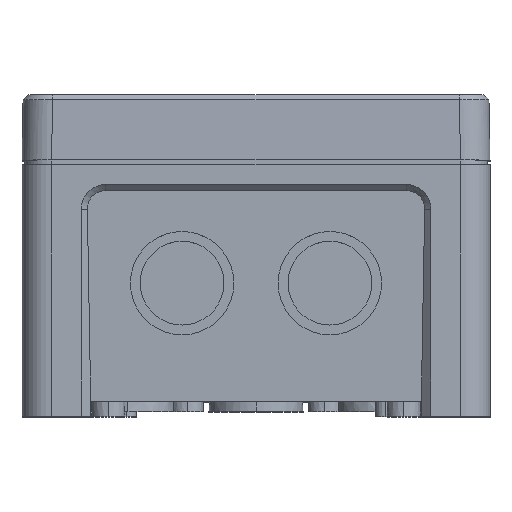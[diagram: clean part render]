
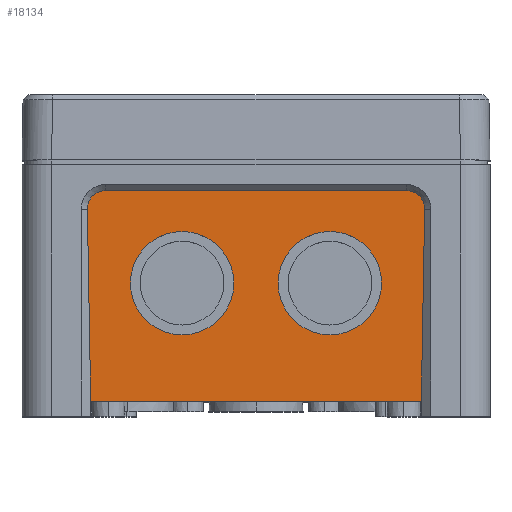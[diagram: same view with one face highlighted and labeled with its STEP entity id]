
A CAD part, top view. The second image highlights one B-rep face of the part: STEP entity #18134.
In plain terms, the highlighted planar face has unit normal (0, -0.018, 1).
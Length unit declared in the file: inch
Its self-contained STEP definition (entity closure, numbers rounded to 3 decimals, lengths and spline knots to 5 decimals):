
#40 = CARTESIAN_POINT ( 'NONE',  ( 1.39764, -1.92913, 2.48238 ) ) ;
#289 = EDGE_CURVE ( 'NONE', #5875, #5077, #14875, .T. ) ;
#320 = ORIENTED_EDGE ( 'NONE', *, *, #6624, .F. ) ;
#424 = ORIENTED_EDGE ( 'NONE', *, *, #13141, .F. ) ;
#499 = CARTESIAN_POINT ( 'NONE',  ( 1.3189, -2.04724, 2.48031 ) ) ;
#962 = VECTOR ( 'NONE', #1749, 39.37008 ) ;
#1666 = ORIENTED_EDGE ( 'NONE', *, *, #289, .F. ) ;
#1678 = LINE ( 'NONE', #14197, #15389 ) ;
#1687 = ORIENTED_EDGE ( 'NONE', *, *, #20613, .F. ) ;
#1749 = DIRECTION ( 'NONE',  ( 0.017, -1., -0.017 ) ) ;
#1776 = CARTESIAN_POINT ( 'NONE',  ( -1.31684, -1.92913, 2.48238 ) ) ;
#1912 = CARTESIAN_POINT ( 'NONE',  ( -1.34928, -0.3064, 2.5107 ) ) ;
#2002 = DIRECTION ( 'NONE',  ( 0., -1., -0.017 ) ) ;
#2230 = DIRECTION ( 'NONE',  ( -0.017, 1., 0.017 ) ) ;
#2337 = LINE ( 'NONE', #14126, #19435 ) ;
#2802 = DIRECTION ( 'NONE',  ( -1., 0., 0. ) ) ;
#2898 = ORIENTED_EDGE ( 'NONE', *, *, #7144, .F. ) ;
#3320 = DIRECTION ( 'NONE',  ( 0., -0.017, 1. ) ) ;
#3697 = VERTEX_POINT ( 'NONE', #7870 ) ;
#3700 = ORIENTED_EDGE ( 'NONE', *, *, #5258, .F. ) ;
#4263 = CARTESIAN_POINT ( 'NONE',  ( 0.59055, -1.39774, 2.49165 ) ) ;
#4348 = FACE_BOUND ( 'NONE', #4572, .T. ) ;
#4568 = FACE_BOUND ( 'NONE', #19993, .T. ) ;
#4572 = EDGE_LOOP ( 'NONE', ( #1666, #320 ) ) ;
#4673 = CARTESIAN_POINT ( 'NONE',  ( 0.59055, -0.57109, 2.50608 ) ) ;
#4784 = EDGE_CURVE ( 'NONE', #11459, #21515, #15283, .T. ) ;
#5077 = VERTEX_POINT ( 'NONE', #4673 ) ;
#5258 = EDGE_CURVE ( 'NONE', #12574, #20827, #1678, .T. ) ;
#5611 = CIRCLE ( 'NONE', #18045, 0.41339 ) ;
#5875 = VERTEX_POINT ( 'NONE', #4263 ) ;
#6147 = VERTEX_POINT ( 'NONE', #16495 ) ;
#6426 = CARTESIAN_POINT ( 'NONE',  ( 1.31684, -1.92913, 2.48238 ) ) ;
#6475 = VECTOR ( 'NONE', #14028, 39.37008 ) ;
#6624 = EDGE_CURVE ( 'NONE', #5077, #5875, #7641, .T. ) ;
#6665 = ORIENTED_EDGE ( 'NONE', *, *, #8951, .T. ) ;
#6772 = DIRECTION ( 'NONE',  ( 0., -1., -0.017 ) ) ;
#6974 = ORIENTED_EDGE ( 'NONE', *, *, #11648, .F. ) ;
#7011 = DIRECTION ( 'NONE',  ( 1., 0., 0. ) ) ;
#7144 = EDGE_CURVE ( 'NONE', #17943, #6147, #10231, .T. ) ;
#7641 = CIRCLE ( 'NONE', #17607, 0.41339 ) ;
#7870 = CARTESIAN_POINT ( 'NONE',  ( -1.34776, -0.3937, 2.50918 ) ) ;
#8358 = DIRECTION ( 'NONE',  ( 0., -1., -0.017 ) ) ;
#8466 = CARTESIAN_POINT ( 'NONE',  ( 0.59055, -0.98441, 2.49887 ) ) ;
#8575 = DIRECTION ( 'NONE',  ( 0., -0.017, 1. ) ) ;
#8811 = VERTEX_POINT ( 'NONE', #499 ) ;
#8816 = ORIENTED_EDGE ( 'NONE', *, *, #14135, .T. ) ;
#8951 = EDGE_CURVE ( 'NONE', #12574, #3697, #20098, .T. ) ;
#9917 = DIRECTION ( 'NONE',  ( 0., -0.017, 1. ) ) ;
#10077 = DIRECTION ( 'NONE',  ( 0.017, 1., 0.017 ) ) ;
#10203 = LINE ( 'NONE', #13324, #962 ) ;
#10225 = VERTEX_POINT ( 'NONE', #20459 ) ;
#10231 = CIRCLE ( 'NONE', #20185, 0.41339 ) ;
#10413 = EDGE_LOOP ( 'NONE', ( #1687, #6974, #3700, #6665, #16915, #8816, #12327, #17273 ) ) ;
#11234 = EDGE_CURVE ( 'NONE', #8811, #21515, #2337, .T. ) ;
#11366 = CARTESIAN_POINT ( 'NONE',  ( 1.39764, -2.04724, 2.48031 ) ) ;
#11459 = VERTEX_POINT ( 'NONE', #1776 ) ;
#11648 = EDGE_CURVE ( 'NONE', #20827, #16499, #19114, .T. ) ;
#11823 = CARTESIAN_POINT ( 'NONE',  ( -1.20079, -0.24412, 2.51179 ) ) ;
#12211 = DIRECTION ( 'NONE',  ( 0., -1., -0.017 ) ) ;
#12325 = CARTESIAN_POINT ( 'NONE',  ( 1.20079, -0.24412, 2.51179 ) ) ;
#12327 = ORIENTED_EDGE ( 'NONE', *, *, #4784, .T. ) ;
#12574 = VERTEX_POINT ( 'NONE', #14270 ) ;
#12632 = CARTESIAN_POINT ( 'NONE',  ( -0.59055, -0.98441, 2.49887 ) ) ;
#13051 = DIRECTION ( 'NONE',  ( 1., 0., 0. ) ) ;
#13058 = EDGE_CURVE ( 'NONE', #3697, #10225, #10203, .T. ) ;
#13141 = EDGE_CURVE ( 'NONE', #6147, #17943, #5611, .T. ) ;
#13324 = CARTESIAN_POINT ( 'NONE',  ( -1.31895, -2.0445, 2.48036 ) ) ;
#13406 = LINE ( 'NONE', #20196, #18239 ) ;
#13443 = CARTESIAN_POINT ( 'NONE',  ( -0.59055, -0.98441, 2.49887 ) ) ;
#13711 = CARTESIAN_POINT ( 'NONE',  ( -1.28809, -0.24412, 2.51179 ) ) ;
#14028 = DIRECTION ( 'NONE',  ( -0.017, -1., -0.017 ) ) ;
#14126 = CARTESIAN_POINT ( 'NONE',  ( 1.31892, -2.04862, 2.48029 ) ) ;
#14135 = EDGE_CURVE ( 'NONE', #10225, #11459, #13406, .T. ) ;
#14197 = CARTESIAN_POINT ( 'NONE',  ( 1.39764, -0.24412, 2.51179 ) ) ;
#14257 = CARTESIAN_POINT ( 'NONE',  ( -0.59055, -0.57109, 2.50608 ) ) ;
#14270 = CARTESIAN_POINT ( 'NONE',  ( -1.20079, -0.24412, 2.51179 ) ) ;
#14696 = DIRECTION ( 'NONE',  ( 0., -0.017, 1. ) ) ;
#14875 = CIRCLE ( 'NONE', #17728, 0.41339 ) ;
#15283 = LINE ( 'NONE', #40, #17538 ) ;
#15380 = LINE ( 'NONE', #19044, #6475 ) ;
#15389 = VECTOR ( 'NONE', #7011, 39.37008 ) ;
#15673 = AXIS2_PLACEMENT_3D ( 'NONE', #11366, #14696, #2802 ) ;
#16204 = CARTESIAN_POINT ( 'NONE',  ( 1.20079, -0.24412, 2.51179 ) ) ;
#16316 = CARTESIAN_POINT ( 'NONE',  ( 1.28809, -0.24412, 2.51179 ) ) ;
#16495 = CARTESIAN_POINT ( 'NONE',  ( -0.59055, -1.39774, 2.49165 ) ) ;
#16499 = VERTEX_POINT ( 'NONE', #21674 ) ;
#16590 = FACE_OUTER_BOUND ( 'NONE', #10413, .T. ) ;
#16915 = ORIENTED_EDGE ( 'NONE', *, *, #13058, .T. ) ;
#17051 = CARTESIAN_POINT ( 'NONE',  ( -1.34776, -0.3937, 2.50918 ) ) ;
#17273 = ORIENTED_EDGE ( 'NONE', *, *, #11234, .F. ) ;
#17347 = CARTESIAN_POINT ( 'NONE',  ( 0.59055, -0.98441, 2.49887 ) ) ;
#17538 = VECTOR ( 'NONE', #13051, 39.37008 ) ;
#17607 = AXIS2_PLACEMENT_3D ( 'NONE', #8466, #9917, #8358 ) ;
#17728 = AXIS2_PLACEMENT_3D ( 'NONE', #17347, #8575, #2002 ) ;
#17943 = VERTEX_POINT ( 'NONE', #14257 ) ;
#18040 = PLANE ( 'NONE',  #15673 ) ;
#18045 = AXIS2_PLACEMENT_3D ( 'NONE', #12632, #19419, #12211 ) ;
#18134 = ADVANCED_FACE ( 'NONE', ( #4348, #4568, #16590 ), #18040, .T. ) ;
#18239 = VECTOR ( 'NONE', #10077, 39.37008 ) ;
#19044 = CARTESIAN_POINT ( 'NONE',  ( 1.31895, -2.0445, 2.48036 ) ) ;
#19114 =( BOUNDED_CURVE ( )  B_SPLINE_CURVE ( 3, ( #16204, #16316, #19545, #19765 ),
 .UNSPECIFIED., .F., .T. ) 
 B_SPLINE_CURVE_WITH_KNOTS ( ( 4, 4 ),
 ( 0., 1.58825 ),
 .UNSPECIFIED. ) 
 CURVE ( )  GEOMETRIC_REPRESENTATION_ITEM ( )  RATIONAL_B_SPLINE_CURVE ( ( 1., 0.801, 0.801, 1. ) ) 
 REPRESENTATION_ITEM ( '' )  );
#19419 = DIRECTION ( 'NONE',  ( 0., -0.017, 1. ) ) ;
#19435 = VECTOR ( 'NONE', #2230, 39.37008 ) ;
#19545 = CARTESIAN_POINT ( 'NONE',  ( 1.34928, -0.3064, 2.5107 ) ) ;
#19765 = CARTESIAN_POINT ( 'NONE',  ( 1.34776, -0.3937, 2.50918 ) ) ;
#19993 = EDGE_LOOP ( 'NONE', ( #424, #2898 ) ) ;
#20098 =( BOUNDED_CURVE ( )  B_SPLINE_CURVE ( 3, ( #11823, #13711, #1912, #17051 ),
 .UNSPECIFIED., .F., .F. ) 
 B_SPLINE_CURVE_WITH_KNOTS ( ( 4, 4 ),
 ( 0., 1.58825 ),
 .UNSPECIFIED. ) 
 CURVE ( )  GEOMETRIC_REPRESENTATION_ITEM ( )  RATIONAL_B_SPLINE_CURVE ( ( 1., 0.801, 0.801, 1. ) ) 
 REPRESENTATION_ITEM ( '' )  );
#20185 = AXIS2_PLACEMENT_3D ( 'NONE', #13443, #3320, #6772 ) ;
#20196 = CARTESIAN_POINT ( 'NONE',  ( -1.31892, -2.04862, 2.48029 ) ) ;
#20459 = CARTESIAN_POINT ( 'NONE',  ( -1.3189, -2.04724, 2.48031 ) ) ;
#20613 = EDGE_CURVE ( 'NONE', #16499, #8811, #15380, .T. ) ;
#20827 = VERTEX_POINT ( 'NONE', #12325 ) ;
#21515 = VERTEX_POINT ( 'NONE', #6426 ) ;
#21674 = CARTESIAN_POINT ( 'NONE',  ( 1.34776, -0.3937, 2.50918 ) ) ;
